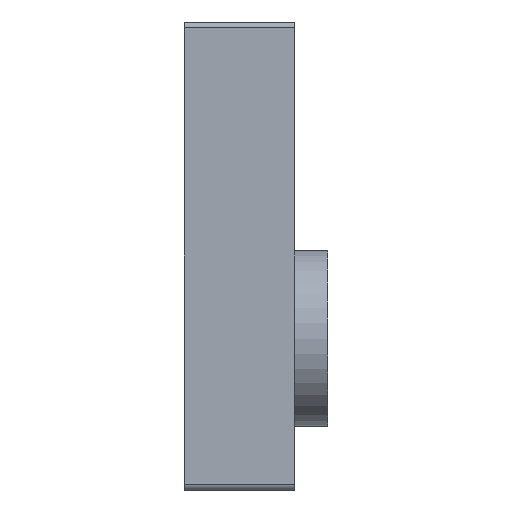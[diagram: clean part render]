
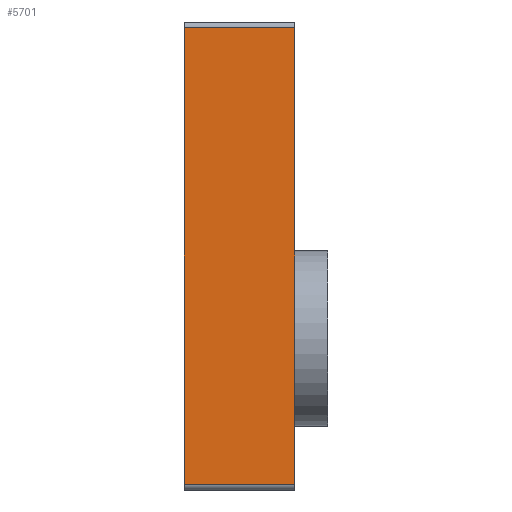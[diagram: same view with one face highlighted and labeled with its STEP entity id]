
A CAD part, left-side view. The second image highlights one B-rep face of the part: STEP entity #5701.
In plain terms, the highlighted planar face has unit normal (-1, 0, 0).
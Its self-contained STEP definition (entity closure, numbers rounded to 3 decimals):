
#81 = CARTESIAN_POINT ( 'NONE',  ( -120., 0., 41.5 ) ) ;
#127 = VERTEX_POINT ( 'NONE', #81 ) ;
#264 = EDGE_CURVE ( 'NONE', #1488, #4720, #3610, .T. ) ;
#425 = CARTESIAN_POINT ( 'NONE',  ( -120., 20., 41.5 ) ) ;
#543 = EDGE_CURVE ( 'NONE', #4720, #127, #1452, .T. ) ;
#570 = ORIENTED_EDGE ( 'NONE', *, *, #883, .F. ) ;
#768 = EDGE_LOOP ( 'NONE', ( #1173, #1870, #570, #1794 ) ) ;
#883 = EDGE_CURVE ( 'NONE', #1488, #3660, #5318, .T. ) ;
#1060 = DIRECTION ( 'NONE',  ( 0., 0., 1. ) ) ;
#1166 = PLANE ( 'NONE',  #3560 ) ;
#1173 = ORIENTED_EDGE ( 'NONE', *, *, #543, .T. ) ;
#1452 = LINE ( 'NONE', #3989, #5743 ) ;
#1488 = VERTEX_POINT ( 'NONE', #1852 ) ;
#1648 = CARTESIAN_POINT ( 'NONE',  ( -120., 0., -41.5 ) ) ;
#1794 = ORIENTED_EDGE ( 'NONE', *, *, #264, .T. ) ;
#1852 = CARTESIAN_POINT ( 'NONE',  ( -120., 20., -41.5 ) ) ;
#1870 = ORIENTED_EDGE ( 'NONE', *, *, #3705, .T. ) ;
#1882 = CARTESIAN_POINT ( 'NONE',  ( -120., 20., -42.5 ) ) ;
#2498 = DIRECTION ( 'NONE',  ( 0., 1., 0. ) ) ;
#3083 = CARTESIAN_POINT ( 'NONE',  ( -120., 20., -42.5 ) ) ;
#3426 = LINE ( 'NONE', #425, #3568 ) ;
#3560 = AXIS2_PLACEMENT_3D ( 'NONE', #3083, #4545, #6092 ) ;
#3568 = VECTOR ( 'NONE', #2498, 1000. ) ;
#3610 = LINE ( 'NONE', #4192, #3868 ) ;
#3660 = VERTEX_POINT ( 'NONE', #4884 ) ;
#3705 = EDGE_CURVE ( 'NONE', #127, #3660, #3426, .T. ) ;
#3868 = VECTOR ( 'NONE', #4713, 1000. ) ;
#3989 = CARTESIAN_POINT ( 'NONE',  ( -120., 0., -42.5 ) ) ;
#4192 = CARTESIAN_POINT ( 'NONE',  ( -120., 20., -41.5 ) ) ;
#4315 = DIRECTION ( 'NONE',  ( 0., 0., 1. ) ) ;
#4545 = DIRECTION ( 'NONE',  ( 1., 0., 0. ) ) ;
#4713 = DIRECTION ( 'NONE',  ( 0., -1., 0. ) ) ;
#4720 = VERTEX_POINT ( 'NONE', #1648 ) ;
#4884 = CARTESIAN_POINT ( 'NONE',  ( -120., 20., 41.5 ) ) ;
#4906 = VECTOR ( 'NONE', #4315, 1000. ) ;
#5041 = FACE_OUTER_BOUND ( 'NONE', #768, .T. ) ;
#5318 = LINE ( 'NONE', #1882, #4906 ) ;
#5701 = ADVANCED_FACE ( 'NONE', ( #5041 ), #1166, .F. ) ;
#5743 = VECTOR ( 'NONE', #1060, 1000. ) ;
#6092 = DIRECTION ( 'NONE',  ( 0., 0., -1. ) ) ;
